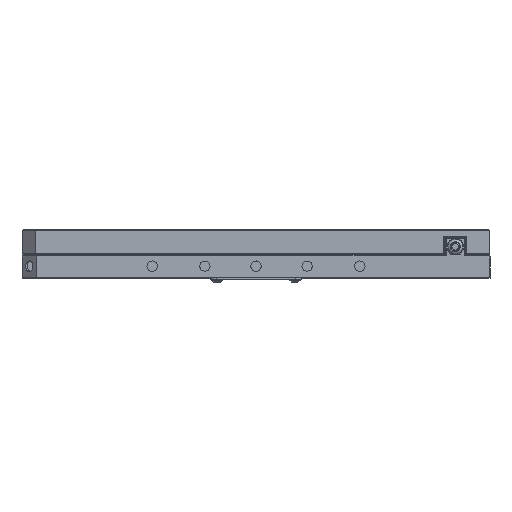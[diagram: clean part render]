
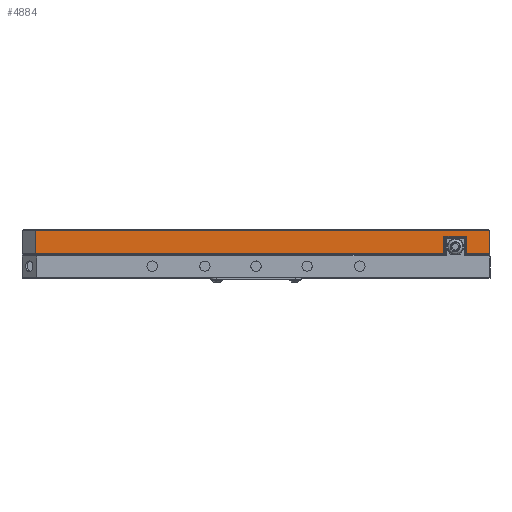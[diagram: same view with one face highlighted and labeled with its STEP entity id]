
A CAD part, top view. The second image highlights one B-rep face of the part: STEP entity #4884.
In plain terms, the highlighted planar face has unit normal (0, 0, 1).
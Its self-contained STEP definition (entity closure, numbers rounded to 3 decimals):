
#209 = ORIENTED_EDGE ( 'NONE', *, *, #12870, .T. ) ;
#374 = CARTESIAN_POINT ( 'NONE',  ( 114.5, 3.2, 114.5 ) ) ;
#376 = VERTEX_POINT ( 'NONE', #6036 ) ;
#539 = DIRECTION ( 'NONE',  ( 1., 0., 0. ) ) ;
#786 = ORIENTED_EDGE ( 'NONE', *, *, #12618, .T. ) ;
#898 = EDGE_LOOP ( 'NONE', ( #11098, #5545, #5829, #786, #209, #12392, #6977, #9079 ) ) ;
#1696 = CARTESIAN_POINT ( 'NONE',  ( 103.1, -8.3, 114.5 ) ) ;
#1785 = VERTEX_POINT ( 'NONE', #3714 ) ;
#1828 = CARTESIAN_POINT ( 'NONE',  ( 91.9, -8.3, 114.5 ) ) ;
#1983 = PLANE ( 'NONE',  #11284 ) ;
#2188 = VECTOR ( 'NONE', #2777, 1000. ) ;
#2213 = EDGE_CURVE ( 'NONE', #376, #1785, #3809, .T. ) ;
#2664 = VERTEX_POINT ( 'NONE', #2791 ) ;
#2669 = LINE ( 'NONE', #6348, #11283 ) ;
#2681 = LINE ( 'NONE', #4709, #5030 ) ;
#2772 = VECTOR ( 'NONE', #7431, 1000. ) ;
#2775 = VERTEX_POINT ( 'NONE', #1696 ) ;
#2777 = DIRECTION ( 'NONE',  ( -1., 0., 0. ) ) ;
#2791 = CARTESIAN_POINT ( 'NONE',  ( -107.75, -8.3, 114.5 ) ) ;
#2887 = LINE ( 'NONE', #12047, #14736 ) ;
#3714 = CARTESIAN_POINT ( 'NONE',  ( 103.1, 0.45, 114.5 ) ) ;
#3809 = LINE ( 'NONE', #3891, #12937 ) ;
#3891 = CARTESIAN_POINT ( 'NONE',  ( -114.5, 0.45, 114.5 ) ) ;
#4089 = DIRECTION ( 'NONE',  ( 0., 1., 0. ) ) ;
#4709 = CARTESIAN_POINT ( 'NONE',  ( 103.1, -8.8, 114.5 ) ) ;
#4884 = ADVANCED_FACE ( 'NONE', ( #5259 ), #1983, .T. ) ;
#5030 = VECTOR ( 'NONE', #10545, 1000. ) ;
#5099 = DIRECTION ( 'NONE',  ( 1., 0., 0. ) ) ;
#5188 = CARTESIAN_POINT ( 'NONE',  ( -114.5, -8.8, 114.5 ) ) ;
#5259 = FACE_OUTER_BOUND ( 'NONE', #898, .T. ) ;
#5545 = ORIENTED_EDGE ( 'NONE', *, *, #12278, .T. ) ;
#5829 = ORIENTED_EDGE ( 'NONE', *, *, #10502, .T. ) ;
#6036 = CARTESIAN_POINT ( 'NONE',  ( 91.9, 0.45, 114.5 ) ) ;
#6347 = DIRECTION ( 'NONE',  ( 0., 1., 0. ) ) ;
#6348 = CARTESIAN_POINT ( 'NONE',  ( 91.9, -0.05, 114.5 ) ) ;
#6832 = EDGE_CURVE ( 'NONE', #8469, #7898, #2887, .T. ) ;
#6977 = ORIENTED_EDGE ( 'NONE', *, *, #10352, .T. ) ;
#7144 = EDGE_CURVE ( 'NONE', #2775, #8469, #13409, .T. ) ;
#7315 = LINE ( 'NONE', #11867, #13646 ) ;
#7380 = DIRECTION ( 'NONE',  ( 0., -1., 0. ) ) ;
#7431 = DIRECTION ( 'NONE',  ( 1., 0., 0. ) ) ;
#7898 = VERTEX_POINT ( 'NONE', #374 ) ;
#8469 = VERTEX_POINT ( 'NONE', #9069 ) ;
#8654 = DIRECTION ( 'NONE',  ( 1., 0., 0. ) ) ;
#8786 = CARTESIAN_POINT ( 'NONE',  ( 92.4, -8.3, 114.5 ) ) ;
#8857 = CARTESIAN_POINT ( 'NONE',  ( 114.5, -8.3, 114.5 ) ) ;
#9069 = CARTESIAN_POINT ( 'NONE',  ( 114.5, -8.3, 114.5 ) ) ;
#9079 = ORIENTED_EDGE ( 'NONE', *, *, #7144, .T. ) ;
#9145 = VECTOR ( 'NONE', #539, 1000. ) ;
#9905 = CARTESIAN_POINT ( 'NONE',  ( -107.75, 3.2, 114.5 ) ) ;
#10169 = VERTEX_POINT ( 'NONE', #1828 ) ;
#10352 = EDGE_CURVE ( 'NONE', #1785, #2775, #2681, .T. ) ;
#10502 = EDGE_CURVE ( 'NONE', #11649, #2664, #7315, .T. ) ;
#10545 = DIRECTION ( 'NONE',  ( 0., -1., 0. ) ) ;
#10776 = LINE ( 'NONE', #8786, #9145 ) ;
#10962 = LINE ( 'NONE', #14311, #2188 ) ;
#11098 = ORIENTED_EDGE ( 'NONE', *, *, #6832, .T. ) ;
#11283 = VECTOR ( 'NONE', #4089, 1000. ) ;
#11284 = AXIS2_PLACEMENT_3D ( 'NONE', #5188, #13127, #8654 ) ;
#11649 = VERTEX_POINT ( 'NONE', #9905 ) ;
#11867 = CARTESIAN_POINT ( 'NONE',  ( -107.75, -8.8, 114.5 ) ) ;
#12047 = CARTESIAN_POINT ( 'NONE',  ( 114.5, -8.8, 114.5 ) ) ;
#12278 = EDGE_CURVE ( 'NONE', #7898, #11649, #10962, .T. ) ;
#12392 = ORIENTED_EDGE ( 'NONE', *, *, #2213, .T. ) ;
#12618 = EDGE_CURVE ( 'NONE', #2664, #10169, #10776, .T. ) ;
#12870 = EDGE_CURVE ( 'NONE', #10169, #376, #2669, .T. ) ;
#12937 = VECTOR ( 'NONE', #5099, 1000. ) ;
#13127 = DIRECTION ( 'NONE',  ( 0., 0., 1. ) ) ;
#13409 = LINE ( 'NONE', #8857, #2772 ) ;
#13646 = VECTOR ( 'NONE', #7380, 1000. ) ;
#14311 = CARTESIAN_POINT ( 'NONE',  ( -114.5, 3.2, 114.5 ) ) ;
#14736 = VECTOR ( 'NONE', #6347, 1000. ) ;
